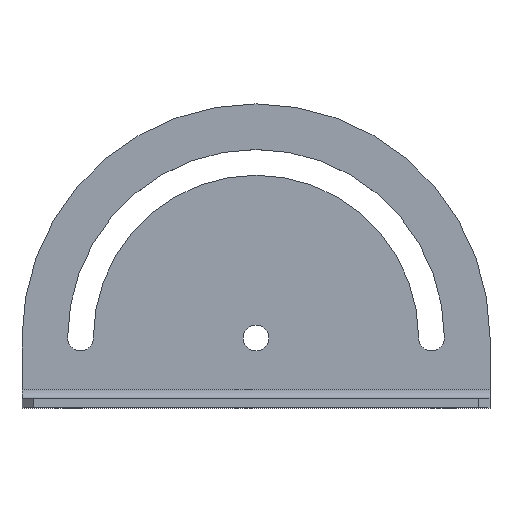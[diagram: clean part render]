
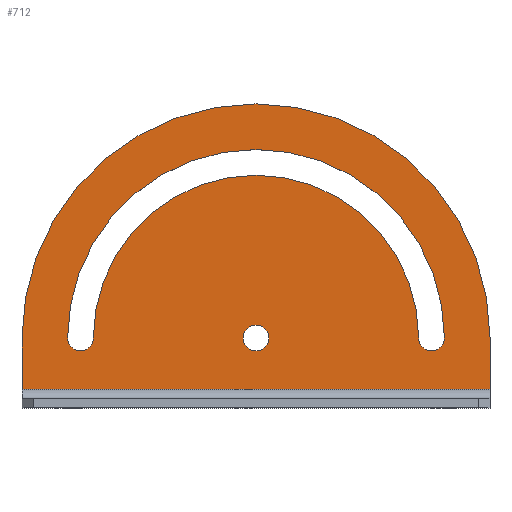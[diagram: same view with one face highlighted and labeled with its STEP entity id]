
A CAD part, top view. The second image highlights one B-rep face of the part: STEP entity #712.
In plain terms, the highlighted planar face has unit normal (0, 0, 1).
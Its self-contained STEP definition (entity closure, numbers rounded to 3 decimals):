
#10 = ORIENTED_EDGE ( 'NONE', *, *, #795, .T. ) ;
#16 = CARTESIAN_POINT ( 'NONE',  ( -50., 15., 2. ) ) ;
#30 = DIRECTION ( 'NONE',  ( 0., 0., -1. ) ) ;
#46 = CARTESIAN_POINT ( 'NONE',  ( 2.75, 15., 2. ) ) ;
#56 = DIRECTION ( 'NONE',  ( 0., 0., 1. ) ) ;
#77 = VERTEX_POINT ( 'NONE', #900 ) ;
#90 = CARTESIAN_POINT ( 'NONE',  ( -40.25, 15., 2. ) ) ;
#91 = AXIS2_PLACEMENT_3D ( 'NONE', #538, #56, #786 ) ;
#102 = FACE_BOUND ( 'NONE', #479, .T. ) ;
#124 = CIRCLE ( 'NONE', #292, 2.75 ) ;
#133 = DIRECTION ( 'NONE',  ( 1., 0., 0. ) ) ;
#151 = LINE ( 'NONE', #679, #719 ) ;
#166 = CIRCLE ( 'NONE', #565, 34.75 ) ;
#167 = ORIENTED_EDGE ( 'NONE', *, *, #855, .F. ) ;
#177 = DIRECTION ( 'NONE',  ( 0., 0., 1. ) ) ;
#186 = AXIS2_PLACEMENT_3D ( 'NONE', #757, #497, #257 ) ;
#188 = DIRECTION ( 'NONE',  ( 0., -1., 0. ) ) ;
#197 = CARTESIAN_POINT ( 'NONE',  ( 50., 0., 2. ) ) ;
#206 = CARTESIAN_POINT ( 'NONE',  ( 34.75, 15., 2. ) ) ;
#209 = EDGE_CURVE ( 'NONE', #781, #523, #918, .T. ) ;
#212 = CARTESIAN_POINT ( 'NONE',  ( 0., 15., 2. ) ) ;
#235 = VERTEX_POINT ( 'NONE', #1012 ) ;
#252 = ORIENTED_EDGE ( 'NONE', *, *, #209, .F. ) ;
#257 = DIRECTION ( 'NONE',  ( -1., 0., 0. ) ) ;
#264 = EDGE_CURVE ( 'NONE', #77, #891, #151, .T. ) ;
#282 = ORIENTED_EDGE ( 'NONE', *, *, #264, .F. ) ;
#284 = CARTESIAN_POINT ( 'NONE',  ( 0., 15., 2. ) ) ;
#292 = AXIS2_PLACEMENT_3D ( 'NONE', #301, #613, #412 ) ;
#301 = CARTESIAN_POINT ( 'NONE',  ( 0., 15., 2. ) ) ;
#303 = DIRECTION ( 'NONE',  ( 0., 0., 1. ) ) ;
#311 = VERTEX_POINT ( 'NONE', #90 ) ;
#324 = CIRCLE ( 'NONE', #688, 2.75 ) ;
#331 = ORIENTED_EDGE ( 'NONE', *, *, #929, .F. ) ;
#357 = CIRCLE ( 'NONE', #871, 2.75 ) ;
#365 = DIRECTION ( 'NONE',  ( 1., 0., 0. ) ) ;
#406 = VERTEX_POINT ( 'NONE', #16 ) ;
#412 = DIRECTION ( 'NONE',  ( 1., 0., 0. ) ) ;
#414 = CARTESIAN_POINT ( 'NONE',  ( -2.75, 15., 2. ) ) ;
#430 = CARTESIAN_POINT ( 'NONE',  ( -37.5, 15., 2. ) ) ;
#432 = VERTEX_POINT ( 'NONE', #669 ) ;
#441 = FACE_OUTER_BOUND ( 'NONE', #549, .T. ) ;
#452 = EDGE_CURVE ( 'NONE', #77, #432, #807, .T. ) ;
#468 = AXIS2_PLACEMENT_3D ( 'NONE', #599, #303, #772 ) ;
#474 = EDGE_CURVE ( 'NONE', #235, #781, #166, .T. ) ;
#475 = VERTEX_POINT ( 'NONE', #414 ) ;
#479 = EDGE_LOOP ( 'NONE', ( #252, #597, #872, #331 ) ) ;
#492 = FACE_BOUND ( 'NONE', #845, .T. ) ;
#497 = DIRECTION ( 'NONE',  ( 0., 0., -1. ) ) ;
#502 = LINE ( 'NONE', #731, #870 ) ;
#507 = CARTESIAN_POINT ( 'NONE',  ( -50., 4., 2. ) ) ;
#523 = VERTEX_POINT ( 'NONE', #888 ) ;
#538 = CARTESIAN_POINT ( 'NONE',  ( 0., 15., 2. ) ) ;
#549 = EDGE_LOOP ( 'NONE', ( #282, #572, #10, #776 ) ) ;
#561 = VERTEX_POINT ( 'NONE', #46 ) ;
#565 = AXIS2_PLACEMENT_3D ( 'NONE', #593, #30, #663 ) ;
#572 = ORIENTED_EDGE ( 'NONE', *, *, #452, .T. ) ;
#580 = DIRECTION ( 'NONE',  ( 0., 1., 0. ) ) ;
#593 = CARTESIAN_POINT ( 'NONE',  ( 0., 15., 2. ) ) ;
#595 = DIRECTION ( 'NONE',  ( 1., 0., 0. ) ) ;
#597 = ORIENTED_EDGE ( 'NONE', *, *, #474, .F. ) ;
#599 = CARTESIAN_POINT ( 'NONE',  ( 37.5, 15., 2. ) ) ;
#612 = DIRECTION ( 'NONE',  ( 0., 0., 1. ) ) ;
#613 = DIRECTION ( 'NONE',  ( 0., 0., 1. ) ) ;
#642 = ORIENTED_EDGE ( 'NONE', *, *, #1028, .F. ) ;
#651 = PLANE ( 'NONE',  #186 ) ;
#663 = DIRECTION ( 'NONE',  ( 1., 0., 0. ) ) ;
#669 = CARTESIAN_POINT ( 'NONE',  ( 50., 15., 2. ) ) ;
#679 = CARTESIAN_POINT ( 'NONE',  ( 50., 4., 2. ) ) ;
#688 = AXIS2_PLACEMENT_3D ( 'NONE', #430, #177, #595 ) ;
#689 = DIRECTION ( 'NONE',  ( 0., 0., 1. ) ) ;
#712 = ADVANCED_FACE ( 'NONE', ( #492, #102, #441 ), #651, .F. ) ;
#719 = VECTOR ( 'NONE', #941, 1000. ) ;
#731 = CARTESIAN_POINT ( 'NONE',  ( -50., 0., 2. ) ) ;
#757 = CARTESIAN_POINT ( 'NONE',  ( 0., 15., 2. ) ) ;
#772 = DIRECTION ( 'NONE',  ( 1., 0., 0. ) ) ;
#776 = ORIENTED_EDGE ( 'NONE', *, *, #880, .T. ) ;
#781 = VERTEX_POINT ( 'NONE', #206 ) ;
#786 = DIRECTION ( 'NONE',  ( -1., 0., 0. ) ) ;
#795 = EDGE_CURVE ( 'NONE', #432, #406, #902, .T. ) ;
#799 = VECTOR ( 'NONE', #580, 1000. ) ;
#807 = LINE ( 'NONE', #197, #799 ) ;
#845 = EDGE_LOOP ( 'NONE', ( #642, #167 ) ) ;
#855 = EDGE_CURVE ( 'NONE', #475, #561, #124, .T. ) ;
#870 = VECTOR ( 'NONE', #188, 1000. ) ;
#871 = AXIS2_PLACEMENT_3D ( 'NONE', #284, #612, #365 ) ;
#872 = ORIENTED_EDGE ( 'NONE', *, *, #914, .F. ) ;
#880 = EDGE_CURVE ( 'NONE', #406, #891, #502, .T. ) ;
#888 = CARTESIAN_POINT ( 'NONE',  ( 40.25, 15., 2. ) ) ;
#891 = VERTEX_POINT ( 'NONE', #507 ) ;
#900 = CARTESIAN_POINT ( 'NONE',  ( 50., 4., 2. ) ) ;
#902 = CIRCLE ( 'NONE', #91, 50. ) ;
#914 = EDGE_CURVE ( 'NONE', #311, #235, #324, .T. ) ;
#918 = CIRCLE ( 'NONE', #468, 2.75 ) ;
#929 = EDGE_CURVE ( 'NONE', #523, #311, #942, .T. ) ;
#941 = DIRECTION ( 'NONE',  ( -1., 0., 0. ) ) ;
#942 = CIRCLE ( 'NONE', #990, 40.25 ) ;
#990 = AXIS2_PLACEMENT_3D ( 'NONE', #212, #689, #133 ) ;
#1012 = CARTESIAN_POINT ( 'NONE',  ( -34.75, 15., 2. ) ) ;
#1028 = EDGE_CURVE ( 'NONE', #561, #475, #357, .T. ) ;
